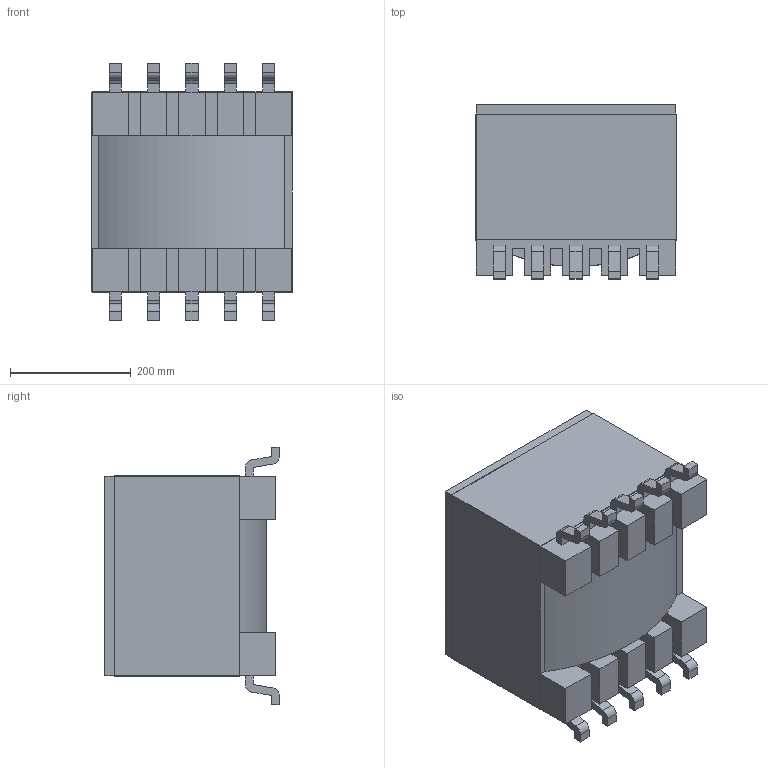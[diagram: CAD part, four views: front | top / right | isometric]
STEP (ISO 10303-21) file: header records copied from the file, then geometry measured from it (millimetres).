
FILE_DESCRIPTION((''),'2;1');
FILE_NAME('PRT0002','2016-04-15T',('paddyz'),(''),'PRO/ENGINEER BY PARAMETRIC TECHNOLOGY CORPORATION, 2010280','PRO/ENGINEER BY PARAMETRIC TECHNOLOGY CORPORATION, 2010280','');
FILE_SCHEMA(('CONFIG_CONTROL_DESIGN'));
Length unit declared in the file: inch
Products named in the file (1): PRT0002
Bounding box: 331.72 x 288.54 x 425.7 mm (x, y, z)
Volume: 28763486.7 mm3; surface area: 691688.4 mm2
Topology: 1 solids, 1 shells, 186 faces, 494 edges, 320 vertices
Faces by surface type: plane 165, cylinder 21
Entity records: 5712 total; most frequent: CARTESIAN_POINT 1000, ORIENTED_EDGE 988, DIRECTION 924, EDGE_CURVE 494, VECTOR 436, LINE 436, VERTEX_POINT 320, AXIS2_PLACEMENT_3D 244
